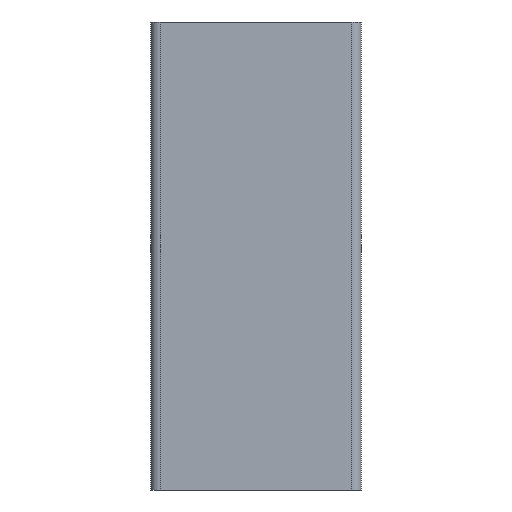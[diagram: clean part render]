
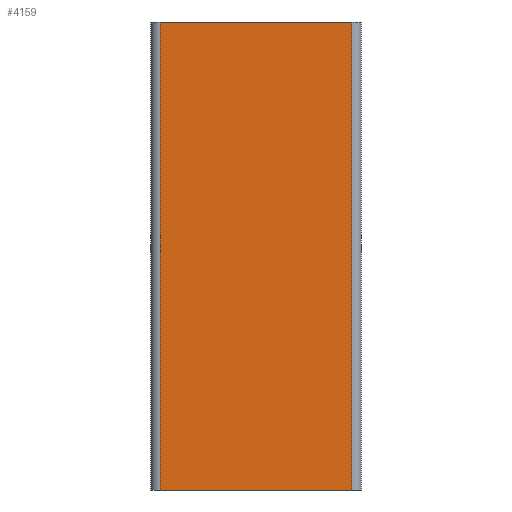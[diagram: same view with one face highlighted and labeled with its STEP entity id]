
A CAD part, left-side view. The second image highlights one B-rep face of the part: STEP entity #4159.
In plain terms, the highlighted planar face has unit normal (-1, 0, 0).
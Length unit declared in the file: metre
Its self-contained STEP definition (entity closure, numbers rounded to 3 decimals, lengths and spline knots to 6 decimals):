
#165=PLANE('',#4470);
#359=FACE_OUTER_BOUND('',#563,.T.);
#563=EDGE_LOOP('',(#3441,#3442,#3443,#3444));
#1061=LINE('',#6739,#1563);
#1062=LINE('',#6742,#1564);
#1063=LINE('',#6744,#1565);
#1064=LINE('',#6745,#1566);
#1563=VECTOR('',#5512,0.1);
#1564=VECTOR('',#5515,0.041);
#1565=VECTOR('',#5516,0.041);
#1566=VECTOR('',#5517,0.1);
#2075=VERTEX_POINT('',#6735);
#2076=VERTEX_POINT('',#6737);
#2077=VERTEX_POINT('',#6741);
#2078=VERTEX_POINT('',#6743);
#2657=EDGE_CURVE('',#2076,#2075,#1061,.T.);
#2658=EDGE_CURVE('',#2077,#2075,#1062,.T.);
#2659=EDGE_CURVE('',#2078,#2076,#1063,.T.);
#2660=EDGE_CURVE('',#2078,#2077,#1064,.T.);
#3441=ORIENTED_EDGE('',*,*,#2658,.T.);
#3442=ORIENTED_EDGE('',*,*,#2657,.F.);
#3443=ORIENTED_EDGE('',*,*,#2659,.F.);
#3444=ORIENTED_EDGE('',*,*,#2660,.T.);
#4159=ADVANCED_FACE('',(#359),#165,.F.);
#4470=AXIS2_PLACEMENT_3D('',#6740,#5513,#5514);
#5512=DIRECTION('',(0.,0.,-1.));
#5513=DIRECTION('center_axis',(1.,0.,0.));
#5514=DIRECTION('ref_axis',(0.,0.,-1.));
#5515=DIRECTION('',(0.,-1.,0.));
#5516=DIRECTION('',(0.,-1.,0.));
#5517=DIRECTION('',(0.,0.,-1.));
#6735=CARTESIAN_POINT('',(0.001414,0.028027,0.));
#6737=CARTESIAN_POINT('',(0.001414,0.028027,0.1));
#6739=CARTESIAN_POINT('',(0.001414,0.028027,0.1));
#6740=CARTESIAN_POINT('Origin',(0.001414,0.028027,1.));
#6741=CARTESIAN_POINT('',(0.001414,0.069027,0.));
#6742=CARTESIAN_POINT('',(0.001414,0.069027,0.));
#6743=CARTESIAN_POINT('',(0.001414,0.069027,0.1));
#6744=CARTESIAN_POINT('',(0.001414,0.069027,0.1));
#6745=CARTESIAN_POINT('',(0.001414,0.069027,0.1));
